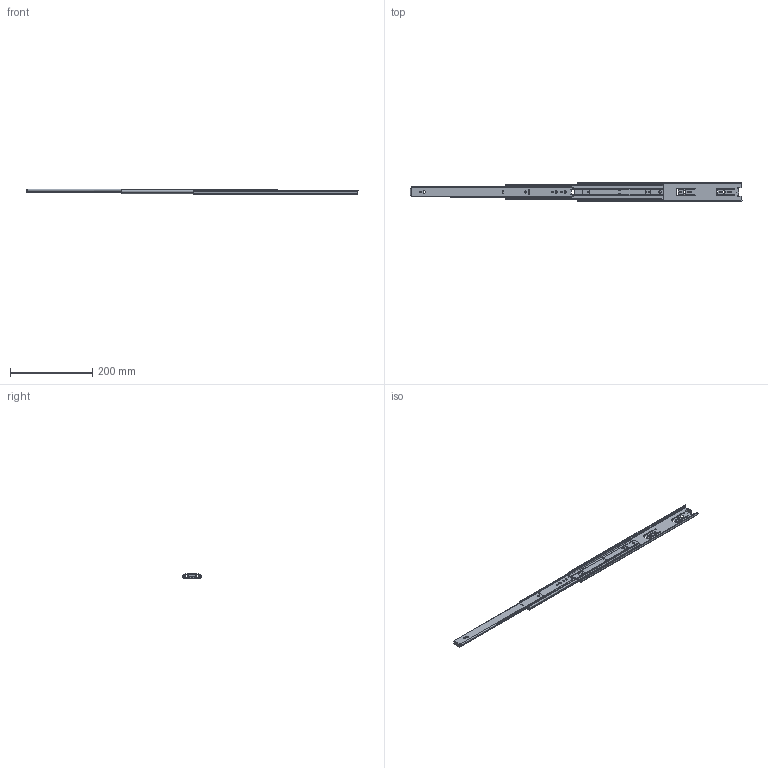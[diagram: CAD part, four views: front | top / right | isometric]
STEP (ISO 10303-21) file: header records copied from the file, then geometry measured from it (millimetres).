
FILE_DESCRIPTION (( 'STEP AP203' ), '1' );
FILE_NAME ('46006200-16.STEP', '2016-05-04T02:35:46', ( '' ), ( '' ), 'SwSTEP 2.0', 'SolidWorks 2016', '' );
FILE_SCHEMA (( 'CONFIG_CONTROL_DESIGN' ));
Length unit declared in the file: millimetre
Products named in the file (4): 46006200-16; 46006201-16; 46006202-16; 46006203-16
Assembly tree (3 placements, depth 2):
  46006200-16
    46006201-16
    46006202-16
    46006203-16
Bounding box: 806 x 45.4 x 12.7 mm (x, y, z)
Volume: 69094.2 mm3; surface area: 114598.1 mm2
Topology: 3 solids, 3 shells, 399 faces, 1147 edges, 751 vertices
Faces by surface type: plane 186, cylinder 185, bspline 26, sphere 2
Entity records: 15218 total; most frequent: CARTESIAN_POINT 4188, ORIENTED_EDGE 2288, DIRECTION 2161, EDGE_CURVE 1144, VERTEX_POINT 751, AXIS2_PLACEMENT_3D 739, VECTOR 683, LINE 683
